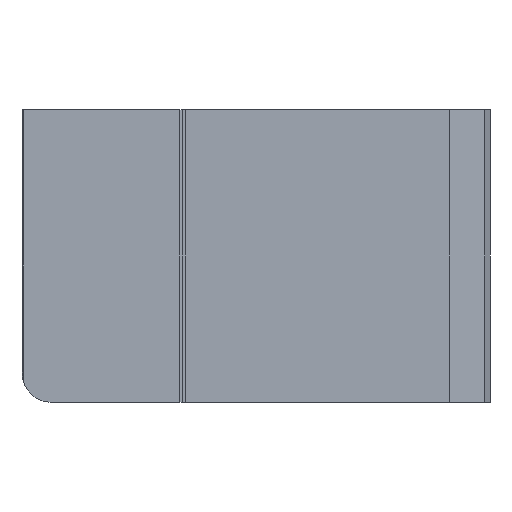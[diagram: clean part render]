
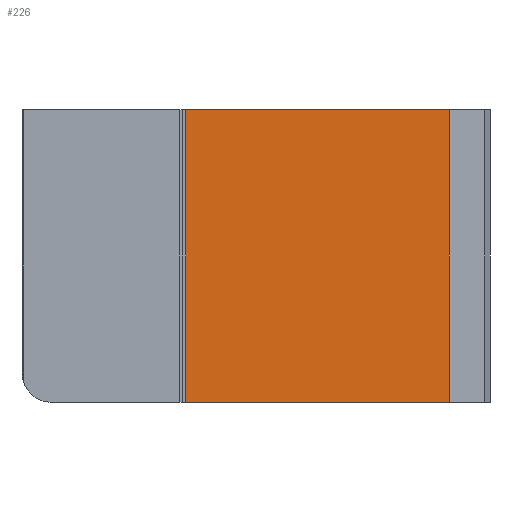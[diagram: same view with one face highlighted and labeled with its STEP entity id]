
A CAD part, left-side view. The second image highlights one B-rep face of the part: STEP entity #226.
In plain terms, the highlighted planar face has unit normal (-1, 0, 0).
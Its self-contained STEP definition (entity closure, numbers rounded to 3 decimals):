
#170=CARTESIAN_POINT('',(-17.,-5.,50.0));
#171=VERTEX_POINT('',#170);
#178=CARTESIAN_POINT('',(-17.,-5.,0.0));
#179=VERTEX_POINT('',#178);
#180=CARTESIAN_POINT('',(-17.,-5.,0.0));
#181=DIRECTION('',(0.0,0.0,1.0));
#182=VECTOR('',#181,50.0);
#183=LINE('',#180,#182);
#184=EDGE_CURVE('',#179,#171,#183,.T.);
#196=CARTESIAN_POINT('',(-17.,-5.,0.0));
#197=DIRECTION('',(-1.0,0.0,0.0));
#198=DIRECTION('',(0.0,0.0,1.0));
#199=AXIS2_PLACEMENT_3D('',#196,#197,#198);
#200=PLANE('',#199);
#201=CARTESIAN_POINT('',(-17.,40.,50.0));
#202=VERTEX_POINT('',#201);
#203=CARTESIAN_POINT('',(-17.,-5.,50.0));
#204=DIRECTION('',(0.0,1.0,0.0));
#205=VECTOR('',#204,45.);
#206=LINE('',#203,#205);
#207=EDGE_CURVE('',#171,#202,#206,.T.);
#208=ORIENTED_EDGE('',*,*,#207,.T.);
#209=CARTESIAN_POINT('',(-17.,40.,0.0));
#210=VERTEX_POINT('',#209);
#211=CARTESIAN_POINT('',(-17.,40.,0.0));
#212=DIRECTION('',(0.0,0.0,1.0));
#213=VECTOR('',#212,50.0);
#214=LINE('',#211,#213);
#215=EDGE_CURVE('',#210,#202,#214,.T.);
#216=ORIENTED_EDGE('',*,*,#215,.F.);
#217=CARTESIAN_POINT('',(-17.,40.,0.0));
#218=DIRECTION('',(0.0,-1.0,0.0));
#219=VECTOR('',#218,45.);
#220=LINE('',#217,#219);
#221=EDGE_CURVE('',#210,#179,#220,.T.);
#222=ORIENTED_EDGE('',*,*,#221,.T.);
#223=ORIENTED_EDGE('',*,*,#184,.T.);
#224=EDGE_LOOP('',(#208,#216,#222,#223));
#225=FACE_OUTER_BOUND('',#224,.T.);
#226=ADVANCED_FACE('',(#225),#200,.T.);
